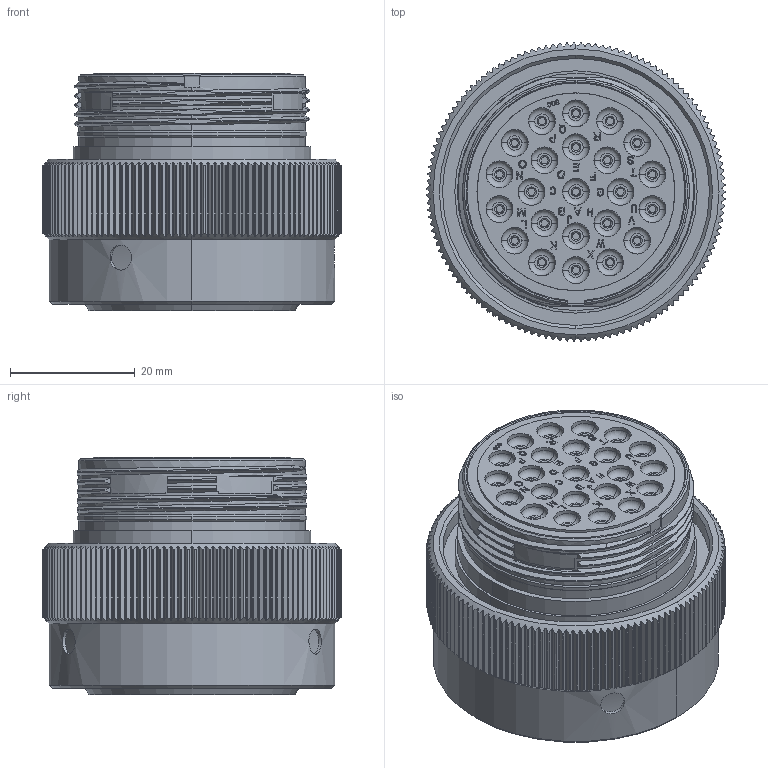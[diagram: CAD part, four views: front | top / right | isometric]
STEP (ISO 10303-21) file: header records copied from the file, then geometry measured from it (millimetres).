
FILE_DESCRIPTION((''),'2;1');
FILE_NAME('C-AHDM06-24-23SR_3D','2018-10-13T',('Administrator'),(''),'PRO/ENGINEER BY PARAMETRIC TECHNOLOGY CORPORATION, 2016360','PRO/ENGINEER BY PARAMETRIC TECHNOLOGY CORPORATION, 2016360','');
FILE_SCHEMA(('CONFIG_CONTROL_DESIGN'));
Length unit declared in the file: millimetre
Products named in the file (1): C-AHDM06-24-23SR_3D
Bounding box: 47.79 x 47.8 x 38.02 mm (x, y, z)
Volume: 47079.9 mm3; surface area: 16224.7 mm2
Topology: 1 solids, 1 shells, 1847 faces, 5228 edges, 3537 vertices
Faces by surface type: plane 1183, cylinder 427, torus 92, cone 64, extrusion 59, bspline 22
Entity records: 67195 total; most frequent: CARTESIAN_POINT 21173, ORIENTED_EDGE 10456, DIRECTION 8185, EDGE_CURVE 5228, VERTEX_POINT 3537, VECTOR 2989, LINE 2930, AXIS2_PLACEMENT_3D 2598
